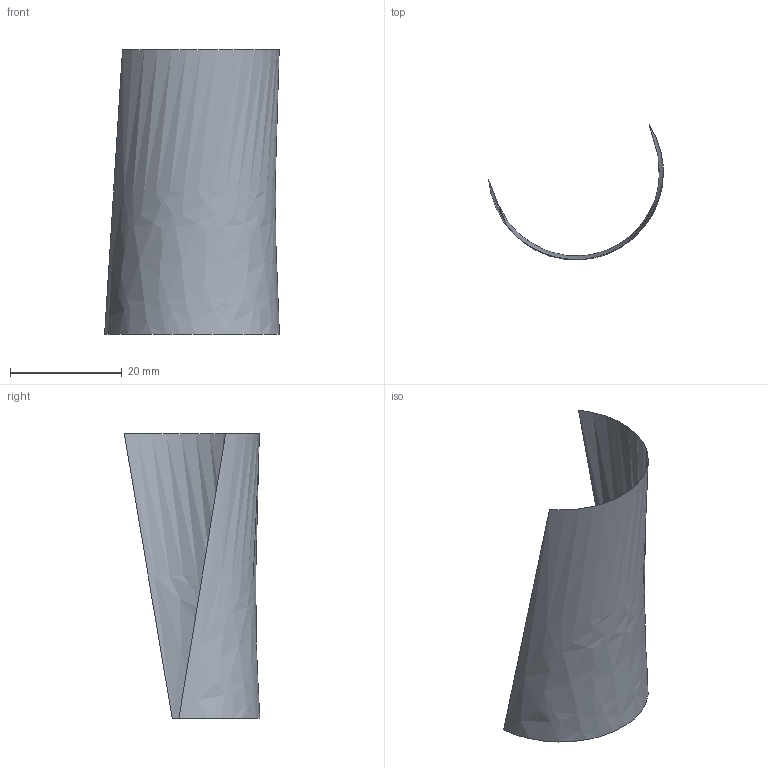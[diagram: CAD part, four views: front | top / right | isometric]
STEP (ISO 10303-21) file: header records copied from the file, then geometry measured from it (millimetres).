
FILE_DESCRIPTION(/* description */ (''),/* implementation_level */ '2;1');
FILE_NAME(/* name */ 'cerculer hoperbloid auto.step',/* time_stamp */ '2024-05-04T12:43:52+10:00',/* author */ (''),/* organization */ (''),/* preprocessor_version */ 'ST-DEVELOPER v20',/* originating_system */ 'Autodesk Translation Framework v12.20.1.177',/* authorisation */ '');
FILE_SCHEMA (('AUTOMOTIVE_DESIGN { 1 0 10303 214 3 1 1 }'));
Length unit declared in the file: millimetre
Products named in the file (1): cerculer hoperbloid auto
Bounding box: 31.27 x 24.23 x 50.82 mm (x, y, z)
Surface area: 2372.3 mm2 (no closed solid volume)
Topology: 0 solids, 1 shells, 1 faces, 4 edges, 4 vertices
Faces by surface type: bspline 1
Entity records: 86 total; most frequent: CARTESIAN_POINT 19, DIRECTION 8, VERTEX_POINT 4, EDGE_CURVE 4, ORIENTED_EDGE 4, AXIS2_PLACEMENT_3D 3, CIRCLE 2, LINE 2
